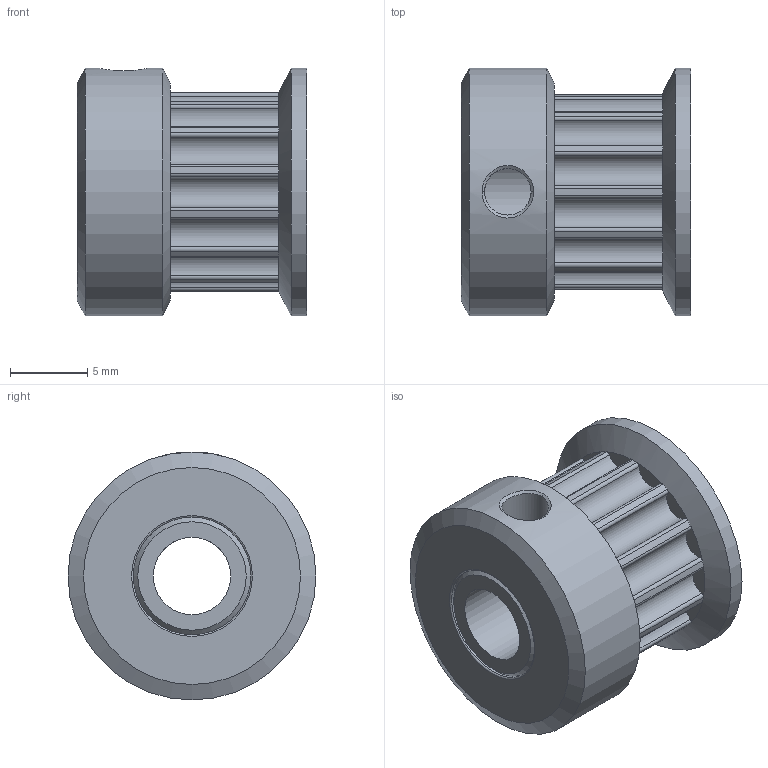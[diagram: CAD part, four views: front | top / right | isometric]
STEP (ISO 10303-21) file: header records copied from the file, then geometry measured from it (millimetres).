
FILE_DESCRIPTION(/* description */ (''),/* implementation_level */ '2;1');
FILE_NAME(/* name */ 'T5 Pulley.stp',/* time_stamp */ '2024-05-05T11:37:19+02:00',/* author */ (''),/* organization */ (''),/* preprocessor_version */ 'ST-DEVELOPER v20',/* originating_system */ 'Autodesk Translation Framework v12.20.1.177',/* authorisation */ '');
FILE_SCHEMA (('AUTOMOTIVE_DESIGN { 1 0 10303 214 3 1 1 }'));
Length unit declared in the file: millimetre
Products named in the file (1): T5 Pulley
Bounding box: 14.8 x 16 x 16 mm (x, y, z)
Volume: 1836.5 mm3; surface area: 1547.7 mm2
Topology: 1 solids, 1 shells, 90 faces, 225 edges, 139 vertices
Faces by surface type: cylinder 62, plane 19, cone 6, bspline 2, torus 1
Full cylindrical faces by diameter (mm): 3 x1, 5 x1, 7.6 x1, 8.645 x1, 16 x2
Entity records: 3923 total; most frequent: CARTESIAN_POINT 1622, DIRECTION 545, ORIENTED_EDGE 450, AXIS2_PLACEMENT_3D 237, EDGE_CURVE 225, CIRCLE 148, VERTEX_POINT 139, EDGE_LOOP 96
